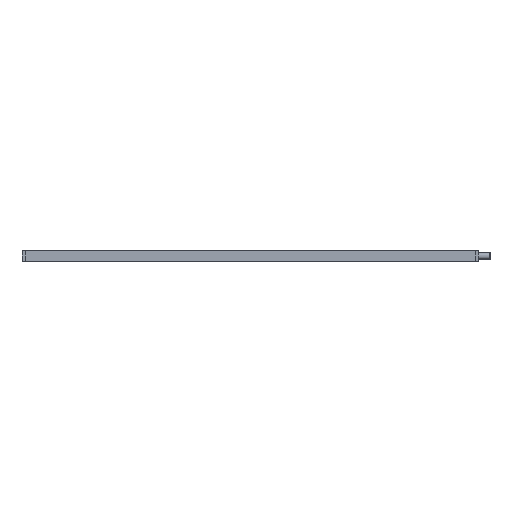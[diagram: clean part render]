
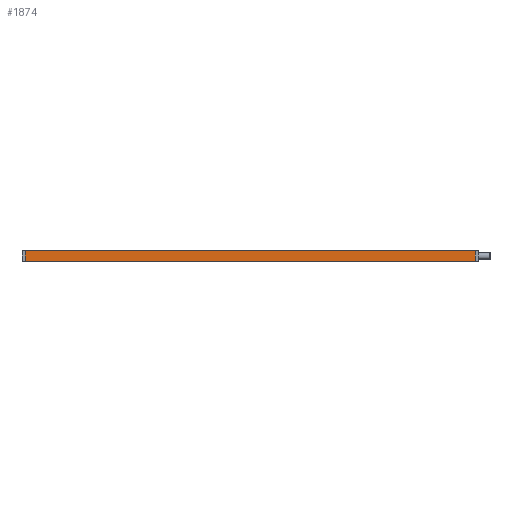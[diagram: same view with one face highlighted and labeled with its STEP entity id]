
A CAD part, left-side view. The second image highlights one B-rep face of the part: STEP entity #1874.
In plain terms, the highlighted planar face has unit normal (-1, 0, 0).
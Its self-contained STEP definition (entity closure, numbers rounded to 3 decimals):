
#224 = FACE_OUTER_BOUND ( 'NONE', #5701, .T. ) ;
#534 = LINE ( 'NONE', #1038, #5723 ) ;
#748 = EDGE_CURVE ( 'NONE', #5725, #5194, #1452, .T. ) ;
#1031 = DIRECTION ( 'NONE',  ( 0., 1., 0. ) ) ;
#1038 = CARTESIAN_POINT ( 'NONE',  ( -480., 0., 10. ) ) ;
#1062 = CARTESIAN_POINT ( 'NONE',  ( -480., 6., -10. ) ) ;
#1167 = DIRECTION ( 'NONE',  ( -1., 0., 0. ) ) ;
#1284 = ORIENTED_EDGE ( 'NONE', *, *, #4741, .F. ) ;
#1452 = LINE ( 'NONE', #2901, #4013 ) ;
#1679 = VECTOR ( 'NONE', #3404, 1000. ) ;
#1874 = ADVANCED_FACE ( 'NONE', ( #224 ), #4329, .T. ) ;
#2389 = CARTESIAN_POINT ( 'NONE',  ( -480., 6., 10. ) ) ;
#2616 = CARTESIAN_POINT ( 'NONE',  ( -480., 0., -10. ) ) ;
#2691 = EDGE_CURVE ( 'NONE', #5725, #5469, #534, .T. ) ;
#2829 = DIRECTION ( 'NONE',  ( 0., 0., -1. ) ) ;
#2901 = CARTESIAN_POINT ( 'NONE',  ( -480., 6., 10. ) ) ;
#3009 = CARTESIAN_POINT ( 'NONE',  ( -480., 834., -10. ) ) ;
#3203 = LINE ( 'NONE', #2616, #5673 ) ;
#3404 = DIRECTION ( 'NONE',  ( 0., 0., -1. ) ) ;
#3457 = ORIENTED_EDGE ( 'NONE', *, *, #2691, .T. ) ;
#3644 = DIRECTION ( 'NONE',  ( 0., 1., 0. ) ) ;
#3913 = EDGE_CURVE ( 'NONE', #5469, #4025, #5671, .T. ) ;
#4013 = VECTOR ( 'NONE', #2829, 1000. ) ;
#4025 = VERTEX_POINT ( 'NONE', #3009 ) ;
#4209 = ORIENTED_EDGE ( 'NONE', *, *, #3913, .T. ) ;
#4262 = DIRECTION ( 'NONE',  ( 0., -1., 0. ) ) ;
#4329 = PLANE ( 'NONE',  #4392 ) ;
#4392 = AXIS2_PLACEMENT_3D ( 'NONE', #4731, #1167, #4262 ) ;
#4731 = CARTESIAN_POINT ( 'NONE',  ( -480., 0., 10. ) ) ;
#4741 = EDGE_CURVE ( 'NONE', #5194, #4025, #3203, .T. ) ;
#5194 = VERTEX_POINT ( 'NONE', #1062 ) ;
#5469 = VERTEX_POINT ( 'NONE', #5544 ) ;
#5544 = CARTESIAN_POINT ( 'NONE',  ( -480., 834., 10. ) ) ;
#5569 = ORIENTED_EDGE ( 'NONE', *, *, #748, .F. ) ;
#5671 = LINE ( 'NONE', #5820, #1679 ) ;
#5673 = VECTOR ( 'NONE', #3644, 1000. ) ;
#5701 = EDGE_LOOP ( 'NONE', ( #1284, #5569, #3457, #4209 ) ) ;
#5723 = VECTOR ( 'NONE', #1031, 1000. ) ;
#5725 = VERTEX_POINT ( 'NONE', #2389 ) ;
#5820 = CARTESIAN_POINT ( 'NONE',  ( -480., 834., 10. ) ) ;
